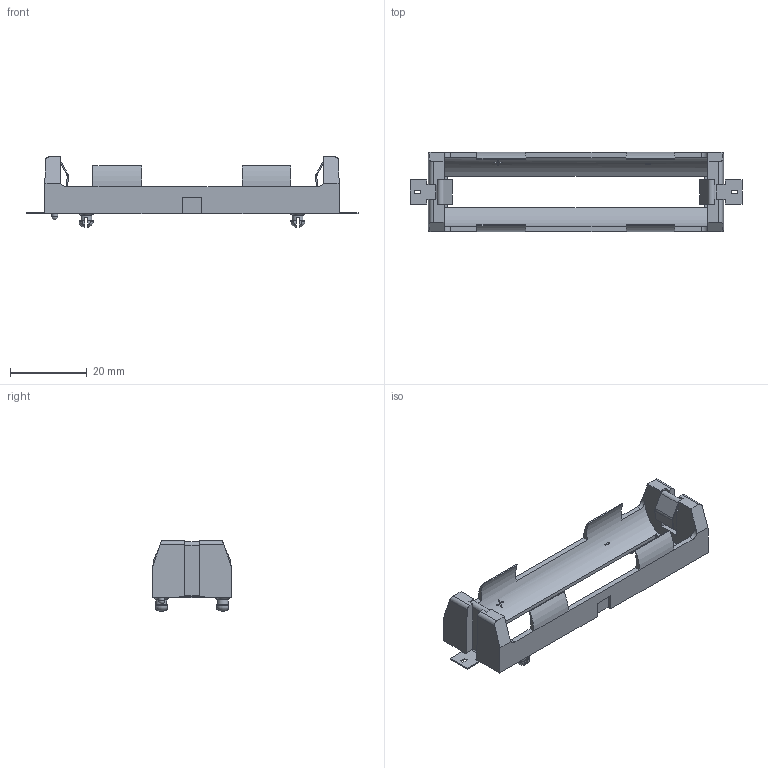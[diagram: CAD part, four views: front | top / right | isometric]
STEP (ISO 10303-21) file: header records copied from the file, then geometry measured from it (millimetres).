
FILE_DESCRIPTION(/* description */ ('Unknown'),/* implementation_level */ '2;1');
FILE_NAME(/* name */ 'KEYST_1042',/* time_stamp */ '2025-10-17T13:18:39+03:00',/* author */ ('Unknown'),/* organization */ ('Unknown'),/* preprocessor_version */ 'ST-DEVELOPER v19.4',/* originating_system */ 'Solid Edge',/* authorisation */ 'Unknown');
FILE_SCHEMA (('AUTOMOTIVE_DESIGN {1 0 10303 214 3 1 1}'));
Length unit declared in the file: millimetre
Products named in the file (3): KEYST_1042; 1043P_body; 1042P_pin_type2
Assembly tree (3 placements, depth 2):
  KEYST_1042
    1043P_body
    1042P_pin_type2  x2
Bounding box: 86.64 x 20.65 x 18.29 mm (x, y, z)
Volume: 5574.4 mm3; surface area: 6400.5 mm2
Topology: 3 solids, 3 shells, 215 faces, 604 edges, 398 vertices
Faces by surface type: plane 175, cylinder 33, torus 6, sphere 1
Full cylindrical faces by diameter (mm): 1.575 x1, 2.921 x2
Entity records: 7016 total; most frequent: CARTESIAN_POINT 1157, ORIENTED_EDGE 1014, DIRECTION 929, EDGE_CURVE 507, LINE 405, VECTOR 405, VERTEX_POINT 336, AXIS2_PLACEMENT_3D 262
